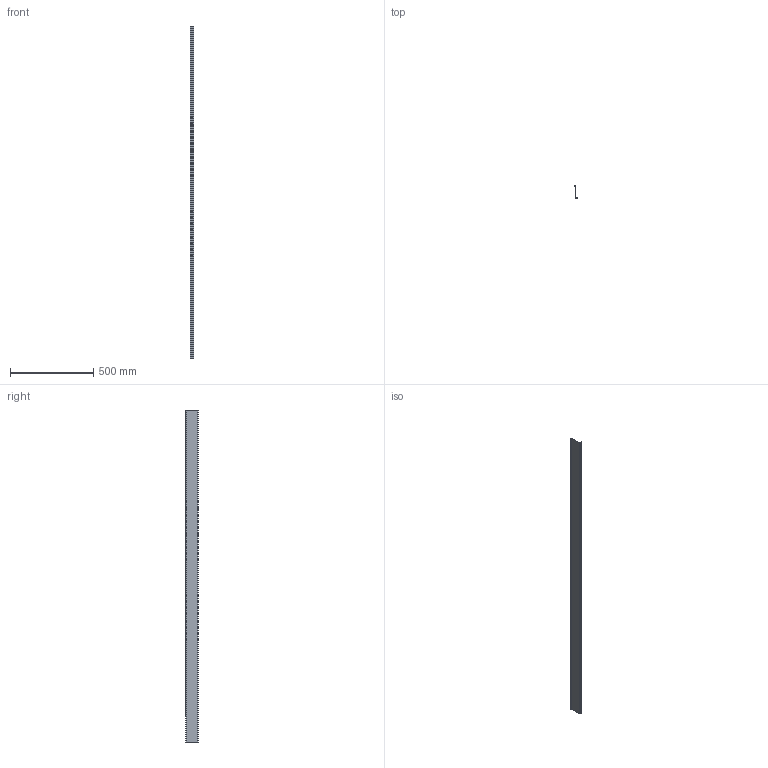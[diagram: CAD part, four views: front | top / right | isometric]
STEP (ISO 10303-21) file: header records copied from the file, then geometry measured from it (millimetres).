
FILE_DESCRIPTION((''),'2;1');
FILE_NAME('6277090_ORG','2013-06-07T',('AndreasKeweloh'),(''),'PRO/ENGINEER BY PARAMETRIC TECHNOLOGY CORPORATION, 2012360','PRO/ENGINEER BY PARAMETRIC TECHNOLOGY CORPORATION, 2012360','');
FILE_SCHEMA(('CONFIG_CONTROL_DESIGN'));
Products named in the file (1): 6277090_ORG
Bounding box: 23.6 x 73.3 x 2000 mm (x, y, z)
Volume: 188954 mm3; surface area: 382948.6 mm2
Topology: 1 solids, 1 shells, 1230 faces, 3212 edges, 2152 vertices
Faces by surface type: plane 656, bspline 528, cone 24, extrusion 18, cylinder 4
Entity records: 68506 total; most frequent: CARTESIAN_POINT 42102, ORIENTED_EDGE 6424, DIRECTION 3436, EDGE_CURVE 3212, VERTEX_POINT 2152, VECTOR 1860, LINE 1842, EDGE_LOOP 1398
